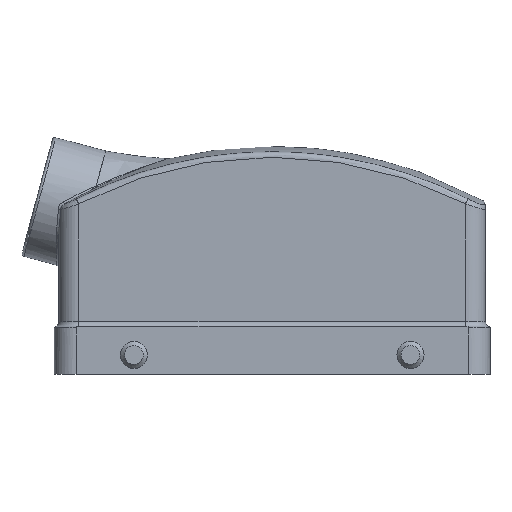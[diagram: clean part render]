
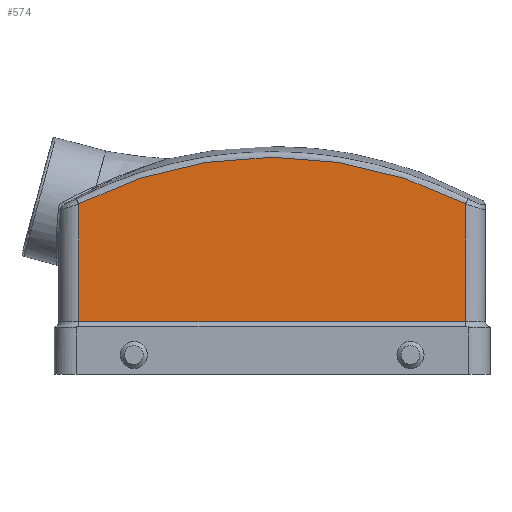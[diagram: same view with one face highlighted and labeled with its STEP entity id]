
A CAD part, top view. The second image highlights one B-rep face of the part: STEP entity #574.
In plain terms, the highlighted planar face has unit normal (0, 0, 1).
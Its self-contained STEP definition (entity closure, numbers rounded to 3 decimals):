
#161 = FACE_OUTER_BOUND ( 'NONE', #5552, .T. ) ;
#502 = LINE ( 'NONE', #4137, #1156 ) ;
#503 = LINE ( 'NONE', #4135, #1158 ) ;
#574 = ADVANCED_FACE ( 'NONE', ( #161 ), #2219, .F. ) ;
#1152 = CIRCLE ( 'NONE', #1154, 117.66 ) ;
#1154 = AXIS2_PLACEMENT_3D ( 'NONE', #4142, #4139, #4138 ) ;
#1156 = VECTOR ( 'NONE', #4136, 1000. ) ;
#1158 = VECTOR ( 'NONE', #4134, 1000. ) ;
#1213 = VECTOR ( 'NONE', #1444, 1000. ) ;
#1443 = CARTESIAN_POINT ( 'NONE',  ( -53.5, 44., 20.5 ) ) ;
#1444 = DIRECTION ( 'NONE',  ( 0., -1., 0. ) ) ;
#1550 = CARTESIAN_POINT ( 'NONE',  ( -53.5, 47.109, 20.5 ) ) ;
#1570 = CARTESIAN_POINT ( 'NONE',  ( 53.5, 47.109, 20.5 ) ) ;
#1584 = CARTESIAN_POINT ( 'NONE',  ( 53.5, 14.5, 20.5 ) ) ;
#1585 = CARTESIAN_POINT ( 'NONE',  ( -53.5, 14.5, 20.5 ) ) ;
#2211 = DIRECTION ( 'NONE',  ( -1., 0., 0. ) ) ;
#2216 = DIRECTION ( 'NONE',  ( 0., 0., -1. ) ) ;
#2217 = CARTESIAN_POINT ( 'NONE',  ( -53.5, 44., 20.5 ) ) ;
#2219 = PLANE ( 'NONE',  #3398 ) ;
#3398 = AXIS2_PLACEMENT_3D ( 'NONE', #2217, #2216, #2211 ) ;
#3912 = EDGE_CURVE ( 'NONE', #5210, #5234, #1152, .T. ) ;
#3913 = EDGE_CURVE ( 'NONE', #5210, #5243, #502, .T. ) ;
#3914 = EDGE_CURVE ( 'NONE', #5244, #5243, #503, .T. ) ;
#3965 = EDGE_CURVE ( 'NONE', #5234, #5244, #6097, .T. ) ;
#4134 = DIRECTION ( 'NONE',  ( 1., 0., 0. ) ) ;
#4135 = CARTESIAN_POINT ( 'NONE',  ( -53.5, 14.5, 20.5 ) ) ;
#4136 = DIRECTION ( 'NONE',  ( 0., -1., 0. ) ) ;
#4137 = CARTESIAN_POINT ( 'NONE',  ( 53.5, 44., 20.5 ) ) ;
#4138 = DIRECTION ( 'NONE',  ( -1., 0., 0. ) ) ;
#4139 = DIRECTION ( 'NONE',  ( 0., 0., 1. ) ) ;
#4142 = CARTESIAN_POINT ( 'NONE',  ( 0., -57.684, 20.5 ) ) ;
#5210 = VERTEX_POINT ( 'NONE', #1570 ) ;
#5234 = VERTEX_POINT ( 'NONE', #1550 ) ;
#5243 = VERTEX_POINT ( 'NONE', #1584 ) ;
#5244 = VERTEX_POINT ( 'NONE', #1585 ) ;
#5552 = EDGE_LOOP ( 'NONE', ( #5778, #5779, #5780, #5777 ) ) ;
#5777 = ORIENTED_EDGE ( 'NONE', *, *, #3912, .T. ) ;
#5778 = ORIENTED_EDGE ( 'NONE', *, *, #3965, .T. ) ;
#5779 = ORIENTED_EDGE ( 'NONE', *, *, #3914, .T. ) ;
#5780 = ORIENTED_EDGE ( 'NONE', *, *, #3913, .F. ) ;
#6097 = LINE ( 'NONE', #1443, #1213 ) ;
